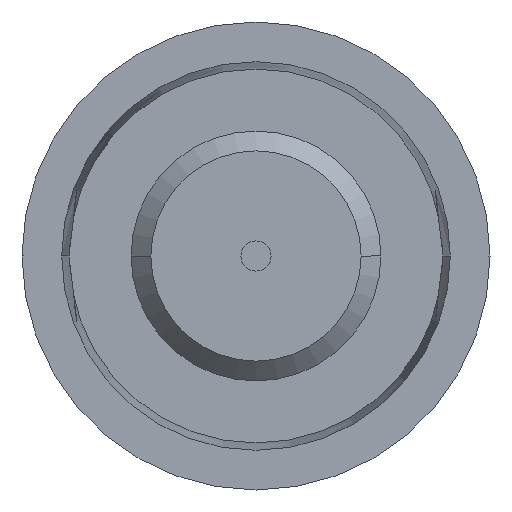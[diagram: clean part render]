
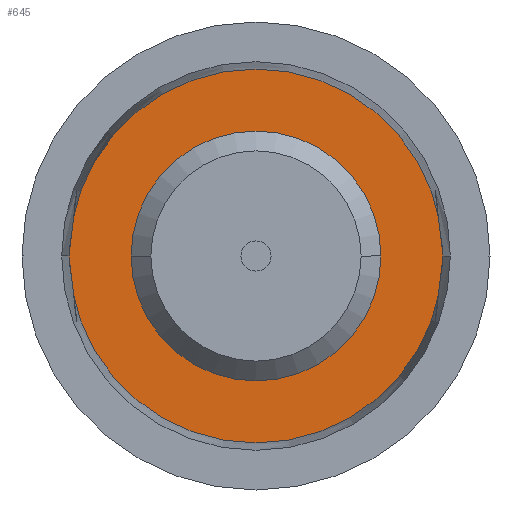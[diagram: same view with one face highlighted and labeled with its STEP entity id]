
A CAD part, front view. The second image highlights one B-rep face of the part: STEP entity #645.
In plain terms, the highlighted planar face has unit normal (0, -1, 0).
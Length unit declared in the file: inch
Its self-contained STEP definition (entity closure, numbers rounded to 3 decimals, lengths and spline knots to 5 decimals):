
#96 = CIRCLE ( 'NONE', #1255, 0.18559 ) ;
#106 = DIRECTION ( 'NONE',  ( -1., 0., 0. ) ) ;
#151 = CARTESIAN_POINT ( 'NONE',  ( 0., 0., 0. ) ) ;
#157 = CIRCLE ( 'NONE', #456, 0.10433 ) ;
#162 = FACE_OUTER_BOUND ( 'NONE', #1399, .T. ) ;
#237 = ORIENTED_EDGE ( 'NONE', *, *, #611, .T. ) ;
#319 = VERTEX_POINT ( 'NONE', #1320 ) ;
#428 = PLANE ( 'NONE',  #684 ) ;
#456 = AXIS2_PLACEMENT_3D ( 'NONE', #1257, #543, #1112 ) ;
#469 = VERTEX_POINT ( 'NONE', #1224 ) ;
#543 = DIRECTION ( 'NONE',  ( 0., 1., 0. ) ) ;
#582 = ORIENTED_EDGE ( 'NONE', *, *, #954, .T. ) ;
#611 = EDGE_CURVE ( 'NONE', #1492, #319, #1742, .T. ) ;
#645 = ADVANCED_FACE ( 'NONE', ( #1036, #162 ), #428, .T. ) ;
#666 = CARTESIAN_POINT ( 'NONE',  ( 0., 0., 0. ) ) ;
#670 = CIRCLE ( 'NONE', #1698, 0.18559 ) ;
#684 = AXIS2_PLACEMENT_3D ( 'NONE', #890, #1286, #714 ) ;
#708 = CARTESIAN_POINT ( 'NONE',  ( 0.10433, 0., 0. ) ) ;
#714 = DIRECTION ( 'NONE',  ( 1., 0., 0. ) ) ;
#718 = CARTESIAN_POINT ( 'NONE',  ( -0.18559, 0., 0. ) ) ;
#767 = ORIENTED_EDGE ( 'NONE', *, *, #886, .F. ) ;
#886 = EDGE_CURVE ( 'NONE', #1396, #469, #96, .T. ) ;
#890 = CARTESIAN_POINT ( 'NONE',  ( -0.18559, 0., 0. ) ) ;
#954 = EDGE_CURVE ( 'NONE', #319, #1492, #157, .T. ) ;
#1036 = FACE_BOUND ( 'NONE', #1737, .T. ) ;
#1086 = DIRECTION ( 'NONE',  ( 0., 1., 0. ) ) ;
#1101 = AXIS2_PLACEMENT_3D ( 'NONE', #151, #1697, #1279 ) ;
#1112 = DIRECTION ( 'NONE',  ( -1., 0., 0. ) ) ;
#1224 = CARTESIAN_POINT ( 'NONE',  ( 0.18559, 0., 0. ) ) ;
#1255 = AXIS2_PLACEMENT_3D ( 'NONE', #666, #1086, #106 ) ;
#1257 = CARTESIAN_POINT ( 'NONE',  ( 0., 0., 0. ) ) ;
#1279 = DIRECTION ( 'NONE',  ( -1., 0., 0. ) ) ;
#1286 = DIRECTION ( 'NONE',  ( 0., -1., 0. ) ) ;
#1320 = CARTESIAN_POINT ( 'NONE',  ( -0.10433, 0., 0. ) ) ;
#1396 = VERTEX_POINT ( 'NONE', #718 ) ;
#1399 = EDGE_LOOP ( 'NONE', ( #1593, #767 ) ) ;
#1419 = DIRECTION ( 'NONE',  ( 0., 1., 0. ) ) ;
#1492 = VERTEX_POINT ( 'NONE', #708 ) ;
#1568 = CARTESIAN_POINT ( 'NONE',  ( 0., 0., 0. ) ) ;
#1593 = ORIENTED_EDGE ( 'NONE', *, *, #1813, .F. ) ;
#1697 = DIRECTION ( 'NONE',  ( 0., 1., 0. ) ) ;
#1698 = AXIS2_PLACEMENT_3D ( 'NONE', #1568, #1419, #1831 ) ;
#1737 = EDGE_LOOP ( 'NONE', ( #582, #237 ) ) ;
#1742 = CIRCLE ( 'NONE', #1101, 0.10433 ) ;
#1813 = EDGE_CURVE ( 'NONE', #469, #1396, #670, .T. ) ;
#1831 = DIRECTION ( 'NONE',  ( -1., 0., 0. ) ) ;
